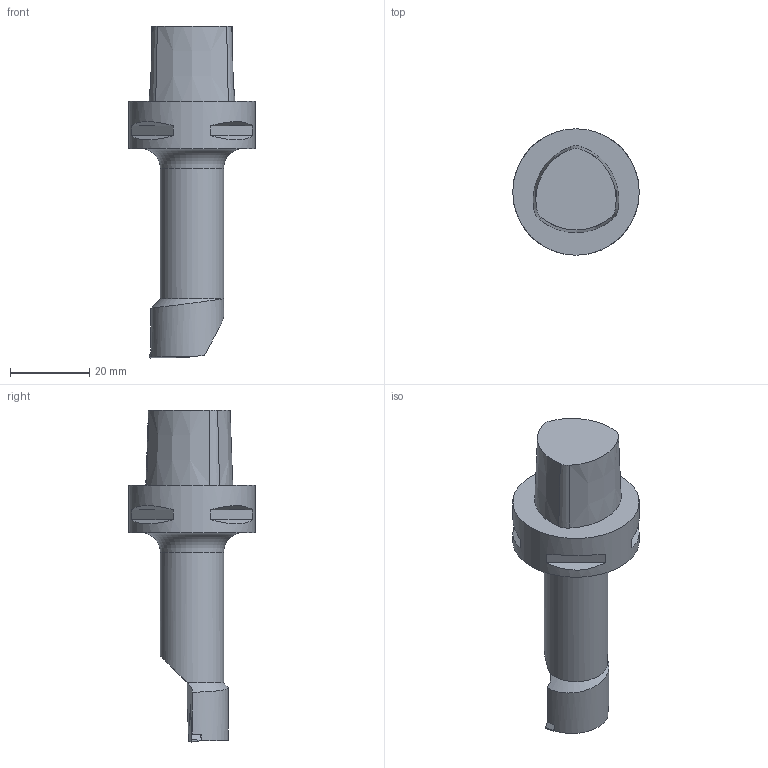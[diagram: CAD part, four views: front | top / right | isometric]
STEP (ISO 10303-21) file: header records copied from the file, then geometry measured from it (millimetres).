
FILE_DESCRIPTION(/* description */ (''),/* implementation_level */ '2;1');
FILE_NAME(/* name */ 'C3-STFCR-11065-11.stp',/* time_stamp */ '2012-08-28T16:23:01+06:00',/* author */ (''),/* organization */ (''),/* preprocessor_version */ 'ST-DEVELOPER v11',/* originating_system */ 'SIEMENS PLM Software NX 7.5',/* authorisation */ '');
FILE_SCHEMA (('AUTOMOTIVE_DESIGN { 1 0 10303 214 1 1 1 1 }'));
Length unit declared in the file: millimetre
Products named in the file (1): inpu6439g2tc
Bounding box: 32 x 32 x 84 mm (x, y, z)
Volume: 25620.8 mm3; surface area: 7458.3 mm2
Topology: 3 solids, 3 shells, 44 faces, 97 edges, 65 vertices
Faces by surface type: plane 29, cone 11, cylinder 3, torus 1
Full cylindrical faces by diameter (mm): 16 x1, 32 x1
Entity records: 1253 total; most frequent: CARTESIAN_POINT 220, DIRECTION 218, ORIENTED_EDGE 186, EDGE_CURVE 93, AXIS2_PLACEMENT_3D 84, VERTEX_POINT 63, EDGE_LOOP 52, LINE 50
